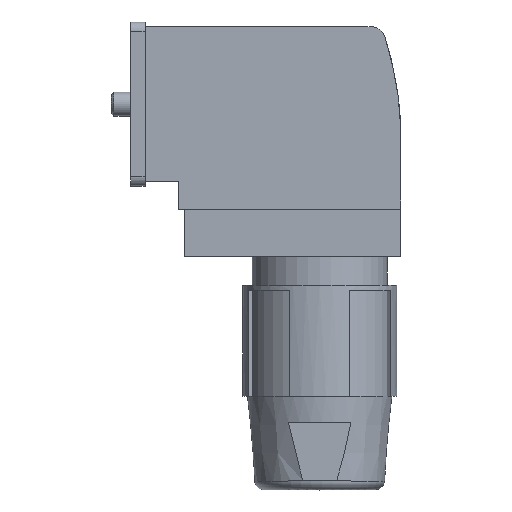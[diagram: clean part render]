
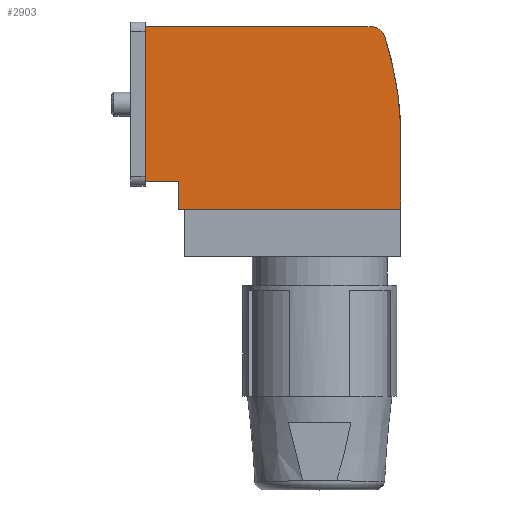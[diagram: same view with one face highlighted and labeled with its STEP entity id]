
A CAD part, top view. The second image highlights one B-rep face of the part: STEP entity #2903.
In plain terms, the highlighted planar face has unit normal (0, 0, 1).
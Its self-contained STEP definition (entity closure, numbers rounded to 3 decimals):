
#103=LINE('',#4017,#306);
#107=LINE('',#4025,#310);
#114=LINE('',#4039,#317);
#115=LINE('',#4041,#318);
#121=LINE('',#4059,#324);
#122=LINE('',#4061,#325);
#306=VECTOR('',#3350,1000.);
#310=VECTOR('',#3356,1000.);
#317=VECTOR('',#3365,1000.);
#318=VECTOR('',#3368,1000.);
#324=VECTOR('',#3386,1000.);
#325=VECTOR('',#3389,1000.);
#574=ORIENTED_EDGE('',*,*,#1154,.T.);
#575=ORIENTED_EDGE('',*,*,#1131,.T.);
#576=ORIENTED_EDGE('',*,*,#1135,.T.);
#577=ORIENTED_EDGE('',*,*,#1142,.T.);
#578=ORIENTED_EDGE('',*,*,#1143,.T.);
#579=ORIENTED_EDGE('',*,*,#1118,.T.);
#580=ORIENTED_EDGE('',*,*,#1150,.T.);
#581=ORIENTED_EDGE('',*,*,#1153,.T.);
#1118=EDGE_CURVE('',#1415,#1414,#1575,.T.);
#1131=EDGE_CURVE('',#1426,#1425,#103,.T.);
#1135=EDGE_CURVE('',#1425,#1428,#107,.T.);
#1142=EDGE_CURVE('',#1428,#1434,#114,.T.);
#1143=EDGE_CURVE('',#1434,#1415,#115,.T.);
#1150=EDGE_CURVE('',#1414,#1438,#1583,.T.);
#1153=EDGE_CURVE('',#1438,#1440,#121,.T.);
#1154=EDGE_CURVE('',#1440,#1426,#122,.T.);
#1414=VERTEX_POINT('',#3985);
#1415=VERTEX_POINT('',#3987);
#1425=VERTEX_POINT('',#4016);
#1426=VERTEX_POINT('',#4018);
#1428=VERTEX_POINT('',#4024);
#1434=VERTEX_POINT('',#4038);
#1438=VERTEX_POINT('',#4052);
#1440=VERTEX_POINT('',#4058);
#1575=CIRCLE('',#3046,35.);
#1583=CIRCLE('',#3061,1.5);
#1663=EDGE_LOOP('',(#574,#575,#576,#577,#578,#579,#580,#581));
#1810=FACE_BOUND('',#1663,.T.);
#1945=PLANE('',#3063);
#2903=ADVANCED_FACE('',(#1810),#1945,.T.);
#3046=AXIS2_PLACEMENT_3D('',#3986,#3327,#3328);
#3061=AXIS2_PLACEMENT_3D('',#4053,#3380,#3381);
#3063=AXIS2_PLACEMENT_3D('',#4060,#3387,#3388);
#3327=DIRECTION('',(0.,0.,1.));
#3328=DIRECTION('',(1.,0.,0.));
#3350=DIRECTION('',(1.,0.,0.));
#3356=DIRECTION('',(0.,-1.,0.));
#3365=DIRECTION('',(1.,0.,0.));
#3368=DIRECTION('',(0.,1.,0.));
#3380=DIRECTION('',(0.,0.,1.));
#3381=DIRECTION('',(1.,0.,0.));
#3386=DIRECTION('',(-1.,0.,0.));
#3387=DIRECTION('',(0.,0.,1.));
#3388=DIRECTION('',(1.,0.,0.));
#3389=DIRECTION('',(0.,-1.,0.));
#3985=CARTESIAN_POINT('',(6.753,6.959,8.));
#3986=CARTESIAN_POINT('',(-26.57,-3.746,8.));
#3987=CARTESIAN_POINT('',(8.4,-2.3,8.));
#4016=CARTESIAN_POINT('',(-14.6,-8.,8.));
#4017=CARTESIAN_POINT('',(-18.1,-8.,8.));
#4018=CARTESIAN_POINT('',(-18.1,-8.,8.));
#4024=CARTESIAN_POINT('',(-14.6,-10.9,8.));
#4025=CARTESIAN_POINT('',(-14.6,-8.,8.));
#4038=CARTESIAN_POINT('',(8.4,-10.9,8.));
#4039=CARTESIAN_POINT('',(-14.6,-10.9,8.));
#4041=CARTESIAN_POINT('',(8.4,-10.9,8.));
#4052=CARTESIAN_POINT('',(5.325,8.,8.));
#4053=CARTESIAN_POINT('',(5.325,6.5,8.));
#4058=CARTESIAN_POINT('',(-18.1,8.,8.));
#4059=CARTESIAN_POINT('',(5.325,8.,8.));
#4060=CARTESIAN_POINT('',(-26.57,-3.746,8.));
#4061=CARTESIAN_POINT('',(-18.1,8.,8.));
